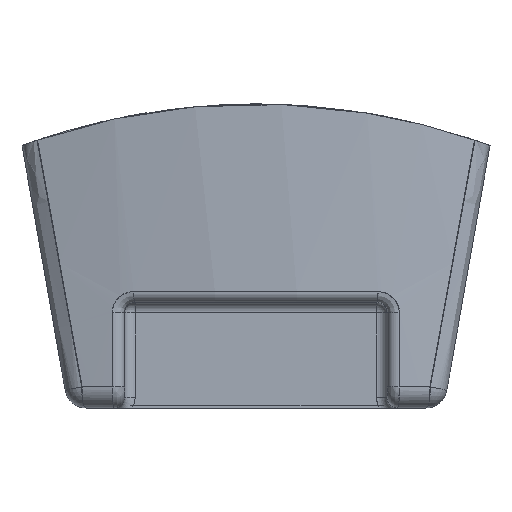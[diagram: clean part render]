
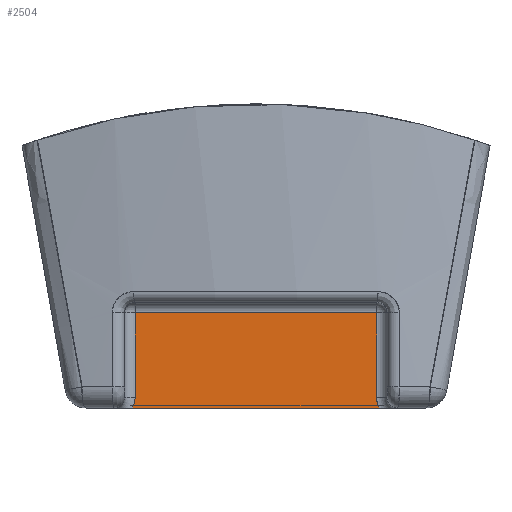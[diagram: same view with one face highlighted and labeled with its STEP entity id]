
A CAD part, front view. The second image highlights one B-rep face of the part: STEP entity #2504.
In plain terms, the highlighted planar face has unit normal (0, -1, 0).
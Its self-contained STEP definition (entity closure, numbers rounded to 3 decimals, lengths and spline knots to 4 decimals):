
#1949=VERTEX_POINT('',#1950);
#1950=CARTESIAN_POINT('',(0.4876,-0.9871,0.8964));
#1952=EDGE_CURVE('',#1949,#1954,#1953,.T.);
#1953=INTERSECTION_CURVE('',#6280,(#6262,#6276),.CURVE_3D.);
#1954=VERTEX_POINT('',#1955);
#1955=CARTESIAN_POINT('',(0.5144,-0.9871,0.7964));
#1972=VERTEX_POINT('',#1973);
#1973=CARTESIAN_POINT('',(0.4876,-0.9871,1.6964));
#1975=EDGE_CURVE('',#1972,#1949,#1976,.T.);
#1976=INTERSECTION_CURVE('',#6330,(#6266,#6276),.CURVE_3D.);
#2310=VERTEX_POINT('',#2311);
#2311=CARTESIAN_POINT('',(-1.8221,-0.9871,0.7964));
#2359=EDGE_CURVE('',#2310,#1954,#2360,.T.);
#2360=INTERSECTION_CURVE('',#3068,(#6096,#6276),.CURVE_3D.);
#2453=VERTEX_POINT('',#2454);
#2454=CARTESIAN_POINT('',(-1.7953,-0.9871,0.8964));
#2462=EDGE_CURVE('',#2310,#2453,#2463,.T.);
#2463=INTERSECTION_CURVE('',#3131,(#6942,#6276),.CURVE_3D.);
#2470=VERTEX_POINT('',#2471);
#2471=CARTESIAN_POINT('',(-1.7953,-0.9871,1.6964));
#2479=EDGE_CURVE('',#2453,#2470,#2480,.T.);
#2480=INTERSECTION_CURVE('',#3152,(#3116,#6276),.CURVE_3D.);
#2502=EDGE_CURVE('',#2470,#1972,#2503,.T.);
#2503=INTERSECTION_CURVE('',#3175,(#6352,#6276),.CURVE_3D.);
#2504=ADVANCED_FACE('',(#2505),#6276,.F.);
#2505=FACE_BOUND('',#2506,.T.);
#2506=EDGE_LOOP('',(#2507,#2508,#2509,#2510,#2511,#2512));
#2507=ORIENTED_EDGE('',*,*,#1975,.F.);
#2508=ORIENTED_EDGE('',*,*,#2502,.F.);
#2509=ORIENTED_EDGE('',*,*,#2479,.F.);
#2510=ORIENTED_EDGE('',*,*,#2462,.F.);
#2511=ORIENTED_EDGE('',*,*,#2359,.T.);
#2512=ORIENTED_EDGE('',*,*,#1952,.F.);
#3068=LINE('',#3070,#3071);
#3069=DIRECTION('',(1.,0.,0.));
#3070=CARTESIAN_POINT('',(-1.2737,-0.9871,0.7964));
#3071=VECTOR('',#3069,1.);
#3116=CYLINDRICAL_SURFACE('',#3120,0.1);
#3117=CARTESIAN_POINT('',(-1.7953,-1.0871,0.7964));
#3118=DIRECTION('',(0.,0.,1.));
#3119=DIRECTION('',(-0.071,0.071,0.));
#3120=AXIS2_PLACEMENT_3D('',#3117,#3118,#3119);
#3131=CIRCLE('',#3132,0.2);
#3132=AXIS2_PLACEMENT_3D('',#3133,#3134,#3135);
#3133=CARTESIAN_POINT('',(-1.9953,-0.9871,0.8964));
#3134=DIRECTION('',(0.,-1.,0.));
#3135=DIRECTION('',(0.141,0.,-0.141));
#3152=LINE('',#3154,#3155);
#3153=DIRECTION('',(0.,0.,1.));
#3154=CARTESIAN_POINT('',(-1.7953,-0.9871,0.7964));
#3155=VECTOR('',#3153,1.);
#3175=LINE('',#3177,#3178);
#3176=DIRECTION('',(1.,0.,0.));
#3177=CARTESIAN_POINT('',(-1.8953,-0.9871,1.6964));
#3178=VECTOR('',#3176,1.);
#6096=PLANE('',#6099);
#6097=CARTESIAN_POINT('',(-0.6522,0.6682,0.7964));
#6098=DIRECTION('',(0.,0.,1.));
#6099=AXIS2_PLACEMENT_3D('',#6097,#6098,$);
#6262=TOROIDAL_SURFACE('',#6265,0.2,0.1);
#6263=CARTESIAN_POINT('',(0.6876,-1.0871,0.8964));
#6264=DIRECTION('',(0.,-1.,0.));
#6265=AXIS2_PLACEMENT_3D('',#6263,#6264,$);
#6266=CYLINDRICAL_SURFACE('',#6270,0.1);
#6267=CARTESIAN_POINT('',(0.4876,-1.0871,0.7964));
#6268=DIRECTION('',(0.,0.,1.));
#6269=DIRECTION('',(0.071,0.071,0.));
#6270=AXIS2_PLACEMENT_3D('',#6267,#6268,#6269);
#6276=PLANE('',#6279);
#6277=CARTESIAN_POINT('',(-1.8953,-0.9871,0.7964));
#6278=DIRECTION('',(0.,1.,0.));
#6279=AXIS2_PLACEMENT_3D('',#6277,#6278,$);
#6280=CIRCLE('',#6281,0.2);
#6281=AXIS2_PLACEMENT_3D('',#6282,#6283,#6284);
#6282=CARTESIAN_POINT('',(0.6876,-0.9871,0.8964));
#6283=DIRECTION('',(0.,-1.,0.));
#6284=DIRECTION('',(-0.141,0.,-0.141));
#6330=LINE('',#6332,#6333);
#6331=DIRECTION('',(0.,0.,-1.));
#6332=CARTESIAN_POINT('',(0.4876,-0.9871,0.7964));
#6333=VECTOR('',#6331,1.);
#6352=CYLINDRICAL_SURFACE('',#6356,0.1);
#6353=CARTESIAN_POINT('',(-1.8953,-1.0871,1.6964));
#6354=DIRECTION('',(1.,0.,0.));
#6355=DIRECTION('',(0.,0.071,0.071));
#6356=AXIS2_PLACEMENT_3D('',#6353,#6354,#6355);
#6942=TOROIDAL_SURFACE('',#6945,0.2,0.1);
#6943=CARTESIAN_POINT('',(-1.9953,-1.0871,0.8964));
#6944=DIRECTION('',(0.,-1.,0.));
#6945=AXIS2_PLACEMENT_3D('',#6943,#6944,$);
